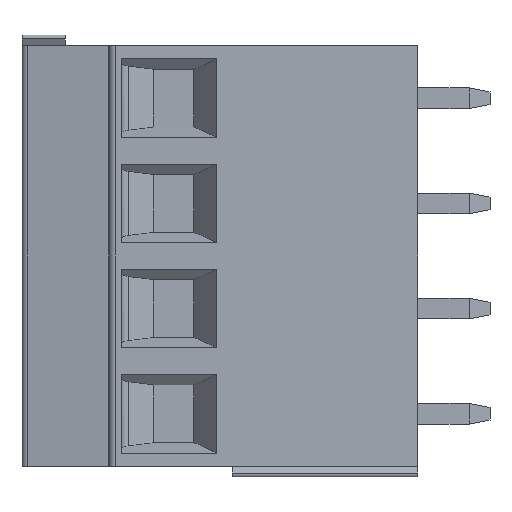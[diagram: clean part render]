
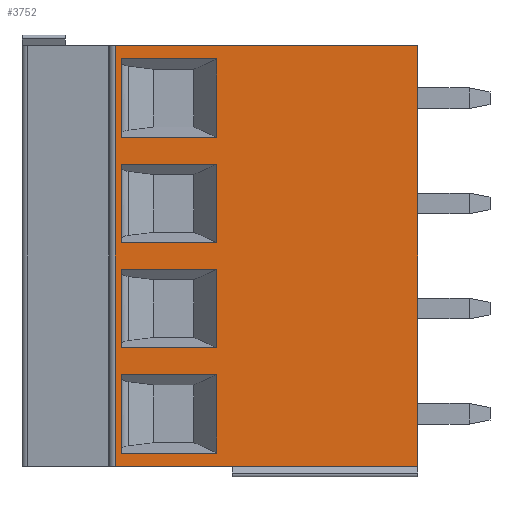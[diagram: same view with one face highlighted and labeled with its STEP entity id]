
A CAD part, left-side view. The second image highlights one B-rep face of the part: STEP entity #3752.
In plain terms, the highlighted planar face has unit normal (-1, 0, 0).
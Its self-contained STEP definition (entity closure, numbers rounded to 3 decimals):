
#25=DIRECTION('',(0.,-1.,0.));
#26=VECTOR('',#25,14.6);
#27=CARTESIAN_POINT('',(-4.3,5.05,17.78));
#28=LINE('',#27,#26);
#156=DIRECTION('',(0.,0.,-1.));
#157=VECTOR('',#156,20.32);
#158=CARTESIAN_POINT('',(-4.3,-9.55,17.78));
#159=LINE('',#158,#157);
#493=DIRECTION('',(0.,-1.,0.));
#494=VECTOR('',#493,14.6);
#495=CARTESIAN_POINT('',(-4.3,5.05,-2.54));
#496=LINE('',#495,#494);
#611=DIRECTION('',(0.,0.,-1.));
#612=VECTOR('',#611,20.32);
#613=CARTESIAN_POINT('',(-4.3,5.05,17.78));
#614=LINE('',#613,#612);
#615=DIRECTION('',(0.,1.,0.));
#616=VECTOR('',#615,4.6);
#617=CARTESIAN_POINT('',(-4.3,0.15,-1.9));
#618=LINE('',#617,#616);
#619=DIRECTION('',(0.,-1.,0.));
#620=VECTOR('',#619,4.6);
#621=CARTESIAN_POINT('',(-4.3,4.75,1.9));
#622=LINE('',#621,#620);
#623=DIRECTION('',(0.,1.,0.));
#624=VECTOR('',#623,4.6);
#625=CARTESIAN_POINT('',(-4.3,0.15,3.18));
#626=LINE('',#625,#624);
#627=DIRECTION('',(0.,-1.,0.));
#628=VECTOR('',#627,4.6);
#629=CARTESIAN_POINT('',(-4.3,4.75,6.98));
#630=LINE('',#629,#628);
#631=DIRECTION('',(0.,1.,0.));
#632=VECTOR('',#631,4.6);
#633=CARTESIAN_POINT('',(-4.3,0.15,8.26));
#634=LINE('',#633,#632);
#635=DIRECTION('',(0.,-1.,0.));
#636=VECTOR('',#635,4.6);
#637=CARTESIAN_POINT('',(-4.3,4.75,12.06));
#638=LINE('',#637,#636);
#639=DIRECTION('',(0.,1.,0.));
#640=VECTOR('',#639,4.6);
#641=CARTESIAN_POINT('',(-4.3,0.15,13.34));
#642=LINE('',#641,#640);
#643=DIRECTION('',(0.,-1.,0.));
#644=VECTOR('',#643,4.6);
#645=CARTESIAN_POINT('',(-4.3,4.75,17.14));
#646=LINE('',#645,#644);
#697=DIRECTION('',(0.,0.,1.));
#698=VECTOR('',#697,3.8);
#699=CARTESIAN_POINT('',(-4.3,4.75,-1.9));
#700=LINE('',#699,#698);
#743=DIRECTION('',(0.,0.,-1.));
#744=VECTOR('',#743,3.8);
#745=CARTESIAN_POINT('',(-4.3,0.15,1.9));
#746=LINE('',#745,#744);
#765=DIRECTION('',(0.,0.,-1.));
#766=VECTOR('',#765,3.8);
#767=CARTESIAN_POINT('',(-4.3,0.15,6.98));
#768=LINE('',#767,#766);
#805=DIRECTION('',(0.,0.,1.));
#806=VECTOR('',#805,3.8);
#807=CARTESIAN_POINT('',(-4.3,4.75,3.18));
#808=LINE('',#807,#806);
#865=DIRECTION('',(0.,0.,-1.));
#866=VECTOR('',#865,3.8);
#867=CARTESIAN_POINT('',(-4.3,0.15,12.06));
#868=LINE('',#867,#866);
#905=DIRECTION('',(0.,0.,1.));
#906=VECTOR('',#905,3.8);
#907=CARTESIAN_POINT('',(-4.3,4.75,8.26));
#908=LINE('',#907,#906);
#965=DIRECTION('',(0.,0.,-1.));
#966=VECTOR('',#965,3.8);
#967=CARTESIAN_POINT('',(-4.3,0.15,17.14));
#968=LINE('',#967,#966);
#1005=DIRECTION('',(0.,0.,1.));
#1006=VECTOR('',#1005,3.8);
#1007=CARTESIAN_POINT('',(-4.3,4.75,13.34));
#1008=LINE('',#1007,#1006);
#2464=CARTESIAN_POINT('',(-4.3,5.05,17.78));
#2465=VERTEX_POINT('',#2464);
#2466=CARTESIAN_POINT('',(-4.3,-9.55,17.78));
#2467=VERTEX_POINT('',#2466);
#2486=CARTESIAN_POINT('',(-4.3,5.05,-2.54));
#2487=VERTEX_POINT('',#2486);
#2488=CARTESIAN_POINT('',(-4.3,-9.55,-2.54));
#2489=VERTEX_POINT('',#2488);
#2642=CARTESIAN_POINT('',(-4.3,0.15,-1.9));
#2643=CARTESIAN_POINT('',(-4.3,4.75,-1.9));
#2644=VERTEX_POINT('',#2642);
#2645=VERTEX_POINT('',#2643);
#2650=CARTESIAN_POINT('',(-4.3,4.75,1.9));
#2651=CARTESIAN_POINT('',(-4.3,0.15,1.9));
#2652=VERTEX_POINT('',#2650);
#2653=VERTEX_POINT('',#2651);
#2753=CARTESIAN_POINT('',(-4.3,0.15,3.18));
#2755=VERTEX_POINT('',#2753);
#2756=CARTESIAN_POINT('',(-4.3,4.75,3.18));
#2757=VERTEX_POINT('',#2756);
#2762=CARTESIAN_POINT('',(-4.3,4.75,6.98));
#2763=VERTEX_POINT('',#2762);
#2764=CARTESIAN_POINT('',(-4.3,0.15,6.98));
#2766=VERTEX_POINT('',#2764);
#2879=CARTESIAN_POINT('',(-4.3,0.15,8.26));
#2881=VERTEX_POINT('',#2879);
#2882=CARTESIAN_POINT('',(-4.3,4.75,8.26));
#2883=VERTEX_POINT('',#2882);
#2888=CARTESIAN_POINT('',(-4.3,4.75,12.06));
#2889=VERTEX_POINT('',#2888);
#2890=CARTESIAN_POINT('',(-4.3,0.15,12.06));
#2892=VERTEX_POINT('',#2890);
#2999=CARTESIAN_POINT('',(-4.3,0.15,13.34));
#3001=VERTEX_POINT('',#2999);
#3002=CARTESIAN_POINT('',(-4.3,4.75,13.34));
#3003=VERTEX_POINT('',#3002);
#3008=CARTESIAN_POINT('',(-4.3,4.75,17.14));
#3009=VERTEX_POINT('',#3008);
#3010=CARTESIAN_POINT('',(-4.3,0.15,17.14));
#3012=VERTEX_POINT('',#3010);
#3701=CARTESIAN_POINT('',(-4.3,5.05,17.78));
#3702=DIRECTION('',(-1.,0.,0.));
#3703=DIRECTION('',(0.,-1.,0.));
#3704=AXIS2_PLACEMENT_3D('',#3701,#3702,#3703);
#3705=PLANE('',#3704);
#3706=ORIENTED_EDGE('',*,*,#3093,.T.);
#3707=ORIENTED_EDGE('',*,*,#3190,.T.);
#3708=ORIENTED_EDGE('',*,*,#3531,.F.);
#3709=ORIENTED_EDGE('',*,*,#3694,.F.);
#3710=EDGE_LOOP('',(#3706,#3707,#3708,#3709));
#3711=FACE_OUTER_BOUND('',#3710,.F.);
#3713=ORIENTED_EDGE('',*,*,#3712,.F.);
#3715=ORIENTED_EDGE('',*,*,#3714,.F.);
#3717=ORIENTED_EDGE('',*,*,#3716,.F.);
#3719=ORIENTED_EDGE('',*,*,#3718,.F.);
#3720=EDGE_LOOP('',(#3713,#3715,#3717,#3719));
#3721=FACE_BOUND('',#3720,.F.);
#3723=ORIENTED_EDGE('',*,*,#3722,.F.);
#3725=ORIENTED_EDGE('',*,*,#3724,.F.);
#3727=ORIENTED_EDGE('',*,*,#3726,.F.);
#3729=ORIENTED_EDGE('',*,*,#3728,.F.);
#3730=EDGE_LOOP('',(#3723,#3725,#3727,#3729));
#3731=FACE_BOUND('',#3730,.F.);
#3733=ORIENTED_EDGE('',*,*,#3732,.F.);
#3735=ORIENTED_EDGE('',*,*,#3734,.F.);
#3737=ORIENTED_EDGE('',*,*,#3736,.F.);
#3739=ORIENTED_EDGE('',*,*,#3738,.F.);
#3740=EDGE_LOOP('',(#3733,#3735,#3737,#3739));
#3741=FACE_BOUND('',#3740,.F.);
#3743=ORIENTED_EDGE('',*,*,#3742,.F.);
#3745=ORIENTED_EDGE('',*,*,#3744,.F.);
#3747=ORIENTED_EDGE('',*,*,#3746,.F.);
#3749=ORIENTED_EDGE('',*,*,#3748,.F.);
#3750=EDGE_LOOP('',(#3743,#3745,#3747,#3749));
#3751=FACE_BOUND('',#3750,.F.);
#3093=EDGE_CURVE('',#2465,#2467,#28,.T.);
#3190=EDGE_CURVE('',#2467,#2489,#159,.T.);
#3531=EDGE_CURVE('',#2487,#2489,#496,.T.);
#3694=EDGE_CURVE('',#2465,#2487,#614,.T.);
#3712=EDGE_CURVE('',#2644,#2645,#618,.T.);
#3714=EDGE_CURVE('',#2653,#2644,#746,.T.);
#3716=EDGE_CURVE('',#2652,#2653,#622,.T.);
#3718=EDGE_CURVE('',#2645,#2652,#700,.T.);
#3722=EDGE_CURVE('',#2755,#2757,#626,.T.);
#3724=EDGE_CURVE('',#2766,#2755,#768,.T.);
#3726=EDGE_CURVE('',#2763,#2766,#630,.T.);
#3728=EDGE_CURVE('',#2757,#2763,#808,.T.);
#3732=EDGE_CURVE('',#2881,#2883,#634,.T.);
#3734=EDGE_CURVE('',#2892,#2881,#868,.T.);
#3736=EDGE_CURVE('',#2889,#2892,#638,.T.);
#3738=EDGE_CURVE('',#2883,#2889,#908,.T.);
#3742=EDGE_CURVE('',#3001,#3003,#642,.T.);
#3744=EDGE_CURVE('',#3012,#3001,#968,.T.);
#3746=EDGE_CURVE('',#3009,#3012,#646,.T.);
#3748=EDGE_CURVE('',#3003,#3009,#1008,.T.);
#3752=ADVANCED_FACE('',(#3711,#3721,#3731,#3741,#3751),#3705,.T.);
